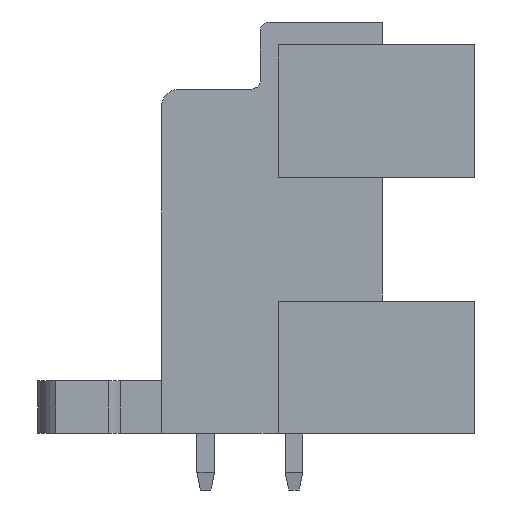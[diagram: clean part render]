
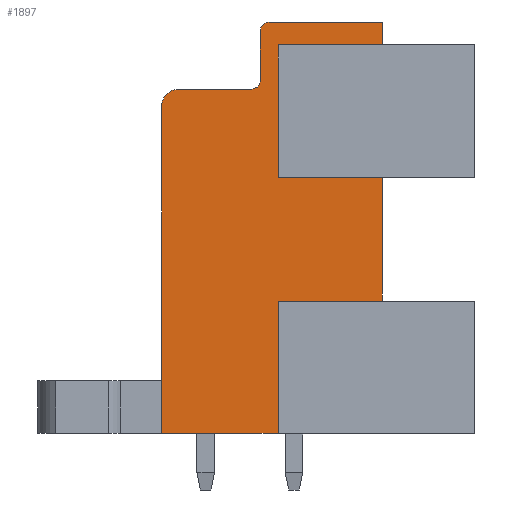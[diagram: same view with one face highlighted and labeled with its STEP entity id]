
A CAD part, left-side view. The second image highlights one B-rep face of the part: STEP entity #1897.
In plain terms, the highlighted planar face has unit normal (-1, 0, 0).
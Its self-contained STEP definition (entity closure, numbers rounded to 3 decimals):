
#105=AXIS2_PLACEMENT_3D('Plane Axis2P3D',#102,#103,#104) ;
#1634=AXIS2_PLACEMENT_3D('Circle Axis2P3D',#1632,#1633,$) ;
#1682=AXIS2_PLACEMENT_3D('Circle Axis2P3D',#1680,#1681,$) ;
#1730=AXIS2_PLACEMENT_3D('Circle Axis2P3D',#1728,#1729,$) ;
#36=CARTESIAN_POINT('Line Origine',(0.7,11.1,6.95)) ;
#40=CARTESIAN_POINT('Vertex',(0.7,11.1,10.7)) ;
#42=CARTESIAN_POINT('Vertex',(0.7,11.1,3.2)) ;
#102=CARTESIAN_POINT('Axis2P3D Location',(0.7,0.,0.)) ;
#142=CARTESIAN_POINT('Line Origine',(0.7,11.1,21.45)) ;
#146=CARTESIAN_POINT('Vertex',(0.7,11.1,25.2)) ;
#148=CARTESIAN_POINT('Vertex',(0.7,11.1,17.7)) ;
#964=CARTESIAN_POINT('Vertex',(0.7,5.2,17.7)) ;
#967=CARTESIAN_POINT('Line Origine',(0.7,5.2,14.2)) ;
#971=CARTESIAN_POINT('Vertex',(0.7,5.2,10.7)) ;
#1574=CARTESIAN_POINT('Vertex',(0.7,5.2,26.5)) ;
#1577=CARTESIAN_POINT('Line Origine',(0.7,5.2,25.85)) ;
#1581=CARTESIAN_POINT('Vertex',(0.7,5.2,25.2)) ;
#1605=CARTESIAN_POINT('Vertex',(0.7,11.6,26.5)) ;
#1608=CARTESIAN_POINT('Line Origine',(0.7,8.4,26.5)) ;
#1629=CARTESIAN_POINT('Vertex',(0.7,12.1,26.)) ;
#1632=CARTESIAN_POINT('Axis2P3D Location',(0.7,11.6,26.)) ;
#1653=CARTESIAN_POINT('Vertex',(0.7,12.1,23.2)) ;
#1656=CARTESIAN_POINT('Line Origine',(0.7,12.1,24.6)) ;
#1677=CARTESIAN_POINT('Vertex',(0.7,12.6,22.7)) ;
#1680=CARTESIAN_POINT('Axis2P3D Location',(0.7,12.6,23.2)) ;
#1701=CARTESIAN_POINT('Vertex',(0.7,16.7,22.7)) ;
#1704=CARTESIAN_POINT('Line Origine',(0.7,14.65,22.7)) ;
#1725=CARTESIAN_POINT('Vertex',(0.7,17.7,21.7)) ;
#1728=CARTESIAN_POINT('Axis2P3D Location',(0.7,16.7,21.7)) ;
#1807=CARTESIAN_POINT('Vertex',(0.7,17.7,3.2)) ;
#1810=CARTESIAN_POINT('Line Origine',(0.7,17.7,12.45)) ;
#1860=CARTESIAN_POINT('Line Origine',(0.7,8.15,17.7)) ;
#1865=CARTESIAN_POINT('Line Origine',(0.7,8.15,25.2)) ;
#1870=CARTESIAN_POINT('Line Origine',(0.7,14.4,3.2)) ;
#1875=CARTESIAN_POINT('Line Origine',(0.7,8.15,10.7)) ;
#37=DIRECTION('Vector Direction',(0.,0.,1.)) ;
#103=DIRECTION('Axis2P3D Direction',(-1.,0.,0.)) ;
#104=DIRECTION('Axis2P3D XDirection',(0.,-1.,0.)) ;
#143=DIRECTION('Vector Direction',(0.,0.,1.)) ;
#968=DIRECTION('Vector Direction',(0.,0.,-1.)) ;
#1578=DIRECTION('Vector Direction',(0.,0.,-1.)) ;
#1609=DIRECTION('Vector Direction',(0.,-1.,0.)) ;
#1633=DIRECTION('Axis2P3D Direction',(-1.,0.,0.)) ;
#1657=DIRECTION('Vector Direction',(0.,0.,1.)) ;
#1681=DIRECTION('Axis2P3D Direction',(-1.,0.,0.)) ;
#1705=DIRECTION('Vector Direction',(0.,-1.,0.)) ;
#1729=DIRECTION('Axis2P3D Direction',(-1.,0.,0.)) ;
#1811=DIRECTION('Vector Direction',(0.,0.,1.)) ;
#1861=DIRECTION('Vector Direction',(0.,1.,0.)) ;
#1866=DIRECTION('Vector Direction',(0.,-1.,0.)) ;
#1871=DIRECTION('Vector Direction',(0.,1.,0.)) ;
#1876=DIRECTION('Vector Direction',(0.,-1.,0.)) ;
#38=VECTOR('Line Direction',#37,1.) ;
#144=VECTOR('Line Direction',#143,1.) ;
#969=VECTOR('Line Direction',#968,1.) ;
#1579=VECTOR('Line Direction',#1578,1.) ;
#1610=VECTOR('Line Direction',#1609,1.) ;
#1658=VECTOR('Line Direction',#1657,1.) ;
#1706=VECTOR('Line Direction',#1705,1.) ;
#1812=VECTOR('Line Direction',#1811,1.) ;
#1862=VECTOR('Line Direction',#1861,1.) ;
#1867=VECTOR('Line Direction',#1866,1.) ;
#1872=VECTOR('Line Direction',#1871,1.) ;
#1877=VECTOR('Line Direction',#1876,1.) ;
#1881=ORIENTED_EDGE('',*,*,#1864,.F.) ;
#1882=ORIENTED_EDGE('',*,*,#150,.F.) ;
#1883=ORIENTED_EDGE('',*,*,#1869,.F.) ;
#1884=ORIENTED_EDGE('',*,*,#1583,.T.) ;
#1885=ORIENTED_EDGE('',*,*,#1612,.T.) ;
#1886=ORIENTED_EDGE('',*,*,#1636,.T.) ;
#1887=ORIENTED_EDGE('',*,*,#1660,.T.) ;
#1888=ORIENTED_EDGE('',*,*,#1684,.T.) ;
#1889=ORIENTED_EDGE('',*,*,#1708,.T.) ;
#1890=ORIENTED_EDGE('',*,*,#1732,.T.) ;
#1891=ORIENTED_EDGE('',*,*,#1814,.T.) ;
#1892=ORIENTED_EDGE('',*,*,#1874,.T.) ;
#1893=ORIENTED_EDGE('',*,*,#44,.F.) ;
#1894=ORIENTED_EDGE('',*,*,#1879,.F.) ;
#1895=ORIENTED_EDGE('',*,*,#973,.T.) ;
#1897=ADVANCED_FACE('Housing',(#1896),#106,.T.) ;
#1635=CIRCLE('generated circle',#1634,0.5) ;
#1683=CIRCLE('generated circle',#1682,0.5) ;
#1731=CIRCLE('generated circle',#1730,1.) ;
#44=EDGE_CURVE('',#41,#43,#39,.F.) ;
#150=EDGE_CURVE('',#147,#149,#145,.F.) ;
#973=EDGE_CURVE('',#972,#965,#970,.F.) ;
#1583=EDGE_CURVE('',#1582,#1575,#1580,.F.) ;
#1612=EDGE_CURVE('',#1575,#1606,#1611,.F.) ;
#1636=EDGE_CURVE('',#1606,#1630,#1635,.T.) ;
#1660=EDGE_CURVE('',#1630,#1654,#1659,.F.) ;
#1684=EDGE_CURVE('',#1654,#1678,#1683,.F.) ;
#1708=EDGE_CURVE('',#1678,#1702,#1707,.F.) ;
#1732=EDGE_CURVE('',#1702,#1726,#1731,.T.) ;
#1814=EDGE_CURVE('',#1726,#1808,#1813,.F.) ;
#1864=EDGE_CURVE('',#149,#965,#1863,.F.) ;
#1869=EDGE_CURVE('',#1582,#147,#1868,.F.) ;
#1874=EDGE_CURVE('',#1808,#43,#1873,.F.) ;
#1879=EDGE_CURVE('',#972,#41,#1878,.F.) ;
#1880=EDGE_LOOP('',(#1881,#1882,#1883,#1884,#1885,#1886,#1887,#1888,#1889,#1890,#1891,#1892,#1893,#1894,#1895)) ;
#1896=FACE_OUTER_BOUND('',#1880,.T.) ;
#39=LINE('Line',#36,#38) ;
#145=LINE('Line',#142,#144) ;
#970=LINE('Line',#967,#969) ;
#1580=LINE('Line',#1577,#1579) ;
#1611=LINE('Line',#1608,#1610) ;
#1659=LINE('Line',#1656,#1658) ;
#1707=LINE('Line',#1704,#1706) ;
#1813=LINE('Line',#1810,#1812) ;
#1863=LINE('Line',#1860,#1862) ;
#1868=LINE('Line',#1865,#1867) ;
#1873=LINE('Line',#1870,#1872) ;
#1878=LINE('Line',#1875,#1877) ;
#106=PLANE('',#105) ;
#41=VERTEX_POINT('',#40) ;
#43=VERTEX_POINT('',#42) ;
#147=VERTEX_POINT('',#146) ;
#149=VERTEX_POINT('',#148) ;
#965=VERTEX_POINT('',#964) ;
#972=VERTEX_POINT('',#971) ;
#1575=VERTEX_POINT('',#1574) ;
#1582=VERTEX_POINT('',#1581) ;
#1606=VERTEX_POINT('',#1605) ;
#1630=VERTEX_POINT('',#1629) ;
#1654=VERTEX_POINT('',#1653) ;
#1678=VERTEX_POINT('',#1677) ;
#1702=VERTEX_POINT('',#1701) ;
#1726=VERTEX_POINT('',#1725) ;
#1808=VERTEX_POINT('',#1807) ;
